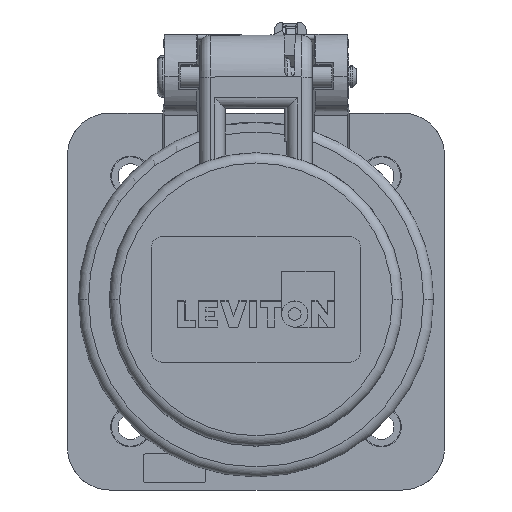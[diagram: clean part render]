
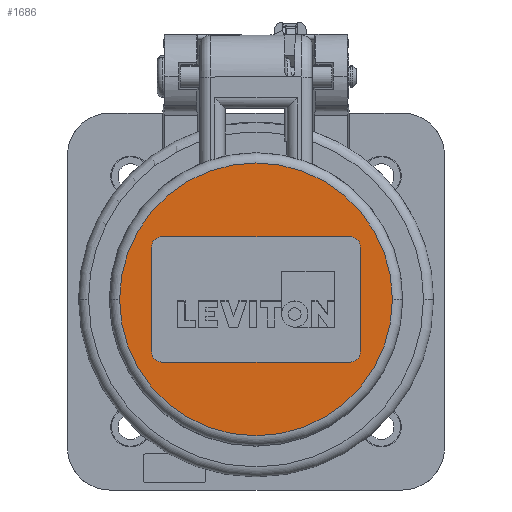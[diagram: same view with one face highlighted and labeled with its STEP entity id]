
A CAD part, top view. The second image highlights one B-rep face of the part: STEP entity #1686.
In plain terms, the highlighted planar face has unit normal (0, 0, 1).
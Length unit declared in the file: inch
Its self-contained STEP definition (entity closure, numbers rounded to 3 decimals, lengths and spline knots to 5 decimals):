
#56 = DIRECTION ( 'NONE',  ( 0., 0., -1. ) ) ;
#560 = DIRECTION ( 'NONE',  ( -1., 0., 0. ) ) ;
#687 = EDGE_CURVE ( 'NONE', #19956, #20975, #12179, .T. ) ;
#1055 = EDGE_CURVE ( 'NONE', #9935, #4203, #23537, .T. ) ;
#1298 = DIRECTION ( 'NONE',  ( 0., 1., 0. ) ) ;
#1585 = VERTEX_POINT ( 'NONE', #2274 ) ;
#1649 = DIRECTION ( 'NONE',  ( 0., 0., 1. ) ) ;
#1686 = ADVANCED_FACE ( 'NONE', ( #19788, #9339 ), #9860, .T. ) ;
#1865 = CARTESIAN_POINT ( 'NONE',  ( 0., 0.01013, 1.852 ) ) ;
#2274 = CARTESIAN_POINT ( 'NONE',  ( 0.563, 0.38513, 1.852 ) ) ;
#2302 = CARTESIAN_POINT ( 'NONE',  ( 0., 0.01013, 1.852 ) ) ;
#2362 = CARTESIAN_POINT ( 'NONE',  ( 0., 0.01013, 1.852 ) ) ;
#3143 = CIRCLE ( 'NONE', #17220, 0.062 ) ;
#3305 = CARTESIAN_POINT ( 'NONE',  ( -0.81584, 0.01013, 1.852 ) ) ;
#3540 = ORIENTED_EDGE ( 'NONE', *, *, #18800, .F. ) ;
#3869 = VECTOR ( 'NONE', #1298, 39.37008 ) ;
#4118 = ORIENTED_EDGE ( 'NONE', *, *, #11120, .F. ) ;
#4203 = VERTEX_POINT ( 'NONE', #15846 ) ;
#4291 = DIRECTION ( 'NONE',  ( 0., 1., 0. ) ) ;
#4653 = ORIENTED_EDGE ( 'NONE', *, *, #1055, .T. ) ;
#4779 = VERTEX_POINT ( 'NONE', #19567 ) ;
#4801 = VECTOR ( 'NONE', #4291, 39.37008 ) ;
#4838 = VECTOR ( 'NONE', #24136, 39.37008 ) ;
#5043 = EDGE_CURVE ( 'NONE', #19956, #22957, #23856, .T. ) ;
#6162 = DIRECTION ( 'NONE',  ( 1., 0., 0. ) ) ;
#6247 = EDGE_LOOP ( 'NONE', ( #7424, #4653 ) ) ;
#6277 = AXIS2_PLACEMENT_3D ( 'NONE', #8715, #22338, #12894 ) ;
#6324 = EDGE_CURVE ( 'NONE', #22957, #13677, #3143, .T. ) ;
#6618 = AXIS2_PLACEMENT_3D ( 'NONE', #2302, #8156, #21935 ) ;
#6631 = ORIENTED_EDGE ( 'NONE', *, *, #5043, .T. ) ;
#6922 = LINE ( 'NONE', #9015, #3869 ) ;
#7424 = ORIENTED_EDGE ( 'NONE', *, *, #24815, .T. ) ;
#7734 = EDGE_CURVE ( 'NONE', #15285, #1585, #22744, .T. ) ;
#7972 = VERTEX_POINT ( 'NONE', #9924 ) ;
#7987 = DIRECTION ( 'NONE',  ( 0., 0., 1. ) ) ;
#8080 = LINE ( 'NONE', #10340, #17256 ) ;
#8156 = DIRECTION ( 'NONE',  ( 0., 0., 1. ) ) ;
#8185 = CIRCLE ( 'NONE', #19597, 0.81584 ) ;
#8323 = CARTESIAN_POINT ( 'NONE',  ( 0., -0.36487, 1.852 ) ) ;
#8488 = AXIS2_PLACEMENT_3D ( 'NONE', #9214, #1649, #9569 ) ;
#8499 = DIRECTION ( 'NONE',  ( 0., 0., 1. ) ) ;
#8666 = CARTESIAN_POINT ( 'NONE',  ( -0.625, -0.30287, 1.852 ) ) ;
#8715 = CARTESIAN_POINT ( 'NONE',  ( 0.563, 0.32313, 1.852 ) ) ;
#8925 = CARTESIAN_POINT ( 'NONE',  ( 0.563, -0.30287, 1.852 ) ) ;
#9015 = CARTESIAN_POINT ( 'NONE',  ( 0.625, 0.01013, 1.852 ) ) ;
#9214 = CARTESIAN_POINT ( 'NONE',  ( -0.563, 0.32313, 1.852 ) ) ;
#9339 = FACE_BOUND ( 'NONE', #20487, .T. ) ;
#9569 = DIRECTION ( 'NONE',  ( 1., 0., 0. ) ) ;
#9860 = PLANE ( 'NONE',  #15856 ) ;
#9924 = CARTESIAN_POINT ( 'NONE',  ( -0.563, 0.38513, 1.852 ) ) ;
#9935 = VERTEX_POINT ( 'NONE', #3305 ) ;
#9983 = ORIENTED_EDGE ( 'NONE', *, *, #11500, .F. ) ;
#10207 = EDGE_CURVE ( 'NONE', #13677, #4779, #19824, .T. ) ;
#10340 = CARTESIAN_POINT ( 'NONE',  ( 0., 0.38513, 1.852 ) ) ;
#11120 = EDGE_CURVE ( 'NONE', #7972, #4779, #15146, .T. ) ;
#11500 = EDGE_CURVE ( 'NONE', #1585, #7972, #8080, .T. ) ;
#11534 = ORIENTED_EDGE ( 'NONE', *, *, #7734, .F. ) ;
#12179 = CIRCLE ( 'NONE', #14972, 0.062 ) ;
#12894 = DIRECTION ( 'NONE',  ( 1., 0., 0. ) ) ;
#13677 = VERTEX_POINT ( 'NONE', #8666 ) ;
#13711 = DIRECTION ( 'NONE',  ( 1., 0., 0. ) ) ;
#14409 = ORIENTED_EDGE ( 'NONE', *, *, #6324, .T. ) ;
#14465 = CARTESIAN_POINT ( 'NONE',  ( 0.625, -0.30287, 1.852 ) ) ;
#14972 = AXIS2_PLACEMENT_3D ( 'NONE', #8925, #8499, #24653 ) ;
#15146 = CIRCLE ( 'NONE', #8488, 0.062 ) ;
#15285 = VERTEX_POINT ( 'NONE', #21129 ) ;
#15846 = CARTESIAN_POINT ( 'NONE',  ( 0.81584, 0.01013, 1.852 ) ) ;
#15856 = AXIS2_PLACEMENT_3D ( 'NONE', #2362, #20201, #18080 ) ;
#17220 = AXIS2_PLACEMENT_3D ( 'NONE', #23490, #56, #6162 ) ;
#17256 = VECTOR ( 'NONE', #560, 39.37008 ) ;
#18080 = DIRECTION ( 'NONE',  ( 1., 0., 0. ) ) ;
#18800 = EDGE_CURVE ( 'NONE', #20975, #15285, #6922, .T. ) ;
#19466 = ORIENTED_EDGE ( 'NONE', *, *, #10207, .T. ) ;
#19479 = ORIENTED_EDGE ( 'NONE', *, *, #687, .F. ) ;
#19567 = CARTESIAN_POINT ( 'NONE',  ( -0.625, 0.32313, 1.852 ) ) ;
#19597 = AXIS2_PLACEMENT_3D ( 'NONE', #1865, #7987, #13711 ) ;
#19788 = FACE_OUTER_BOUND ( 'NONE', #6247, .T. ) ;
#19793 = CARTESIAN_POINT ( 'NONE',  ( -0.625, 0.01013, 1.852 ) ) ;
#19824 = LINE ( 'NONE', #19793, #4801 ) ;
#19956 = VERTEX_POINT ( 'NONE', #24543 ) ;
#20201 = DIRECTION ( 'NONE',  ( 0., 0., 1. ) ) ;
#20487 = EDGE_LOOP ( 'NONE', ( #9983, #11534, #3540, #19479, #6631, #14409, #19466, #4118 ) ) ;
#20975 = VERTEX_POINT ( 'NONE', #14465 ) ;
#21129 = CARTESIAN_POINT ( 'NONE',  ( 0.625, 0.32313, 1.852 ) ) ;
#21935 = DIRECTION ( 'NONE',  ( 1., 0., 0. ) ) ;
#22338 = DIRECTION ( 'NONE',  ( 0., 0., 1. ) ) ;
#22701 = CARTESIAN_POINT ( 'NONE',  ( -0.563, -0.36487, 1.852 ) ) ;
#22744 = CIRCLE ( 'NONE', #6277, 0.062 ) ;
#22957 = VERTEX_POINT ( 'NONE', #22701 ) ;
#23490 = CARTESIAN_POINT ( 'NONE',  ( -0.563, -0.30287, 1.852 ) ) ;
#23537 = CIRCLE ( 'NONE', #6618, 0.81584 ) ;
#23856 = LINE ( 'NONE', #8323, #4838 ) ;
#24136 = DIRECTION ( 'NONE',  ( -1., 0., 0. ) ) ;
#24543 = CARTESIAN_POINT ( 'NONE',  ( 0.563, -0.36487, 1.852 ) ) ;
#24653 = DIRECTION ( 'NONE',  ( 1., 0., 0. ) ) ;
#24815 = EDGE_CURVE ( 'NONE', #4203, #9935, #8185, .T. ) ;
